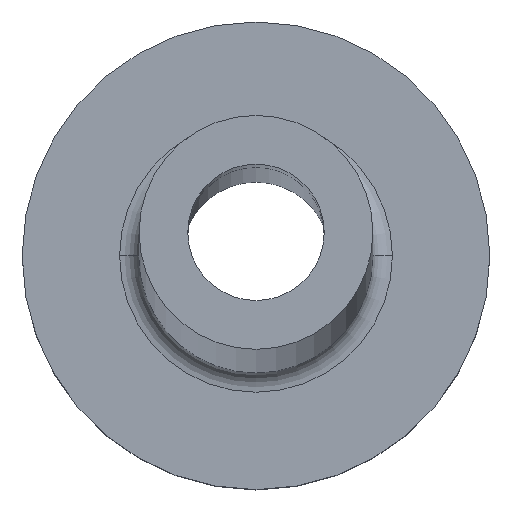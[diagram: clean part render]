
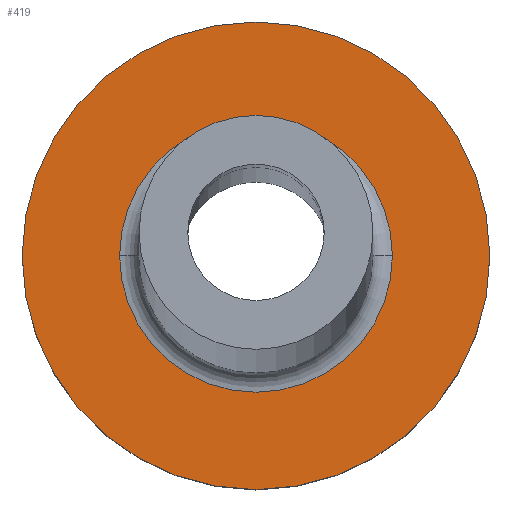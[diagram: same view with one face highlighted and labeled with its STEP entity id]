
A CAD part, top view. The second image highlights one B-rep face of the part: STEP entity #419.
In plain terms, the highlighted planar face has unit normal (0, 0, 1).
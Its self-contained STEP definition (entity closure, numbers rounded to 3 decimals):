
#5 = CARTESIAN_POINT ( 'NONE',  ( -3.5, 0., 5. ) ) ;
#11 = ORIENTED_EDGE ( 'NONE', *, *, #39, .T. ) ;
#14 = DIRECTION ( 'NONE',  ( 0., 0., 1. ) ) ;
#20 = DIRECTION ( 'NONE',  ( 0., 0., 1. ) ) ;
#39 = EDGE_CURVE ( 'NONE', #296, #165, #413, .T. ) ;
#40 = CARTESIAN_POINT ( 'NONE',  ( 0., 0., 5. ) ) ;
#44 = DIRECTION ( 'NONE',  ( 1., 0., 0. ) ) ;
#63 = FACE_OUTER_BOUND ( 'NONE', #453, .T. ) ;
#83 = CIRCLE ( 'NONE', #164, 3.5 ) ;
#85 = CARTESIAN_POINT ( 'NONE',  ( 3.5, 0., 5. ) ) ;
#96 = EDGE_LOOP ( 'NONE', ( #192, #257 ) ) ;
#105 = VERTEX_POINT ( 'NONE', #5 ) ;
#114 = DIRECTION ( 'NONE',  ( 1., 0., 0. ) ) ;
#118 = CARTESIAN_POINT ( 'NONE',  ( 0., 0., 5. ) ) ;
#120 = DIRECTION ( 'NONE',  ( 1., 0., 0. ) ) ;
#141 = DIRECTION ( 'NONE',  ( 1., 0., 0. ) ) ;
#142 = EDGE_CURVE ( 'NONE', #105, #437, #83, .T. ) ;
#150 = DIRECTION ( 'NONE',  ( 1., 0., 0. ) ) ;
#160 = DIRECTION ( 'NONE',  ( 0., 0., -1. ) ) ;
#164 = AXIS2_PLACEMENT_3D ( 'NONE', #40, #356, #150 ) ;
#165 = VERTEX_POINT ( 'NONE', #181 ) ;
#173 = FACE_BOUND ( 'NONE', #96, .T. ) ;
#176 = CARTESIAN_POINT ( 'NONE',  ( 0., 0., 5. ) ) ;
#181 = CARTESIAN_POINT ( 'NONE',  ( 6., 0., 5. ) ) ;
#192 = ORIENTED_EDGE ( 'NONE', *, *, #439, .T. ) ;
#197 = AXIS2_PLACEMENT_3D ( 'NONE', #205, #20, #141 ) ;
#205 = CARTESIAN_POINT ( 'NONE',  ( 0., 0., 5. ) ) ;
#208 = PLANE ( 'NONE',  #258 ) ;
#242 = CIRCLE ( 'NONE', #345, 3.5 ) ;
#249 = DIRECTION ( 'NONE',  ( 0., 0., 1. ) ) ;
#254 = CARTESIAN_POINT ( 'NONE',  ( -6., 0., 5. ) ) ;
#257 = ORIENTED_EDGE ( 'NONE', *, *, #142, .T. ) ;
#258 = AXIS2_PLACEMENT_3D ( 'NONE', #176, #14, #120 ) ;
#261 = ORIENTED_EDGE ( 'NONE', *, *, #341, .T. ) ;
#275 = AXIS2_PLACEMENT_3D ( 'NONE', #447, #249, #114 ) ;
#296 = VERTEX_POINT ( 'NONE', #254 ) ;
#341 = EDGE_CURVE ( 'NONE', #165, #296, #392, .T. ) ;
#345 = AXIS2_PLACEMENT_3D ( 'NONE', #118, #160, #44 ) ;
#356 = DIRECTION ( 'NONE',  ( 0., 0., -1. ) ) ;
#392 = CIRCLE ( 'NONE', #275, 6. ) ;
#413 = CIRCLE ( 'NONE', #197, 6. ) ;
#419 = ADVANCED_FACE ( 'NONE', ( #173, #63 ), #208, .T. ) ;
#437 = VERTEX_POINT ( 'NONE', #85 ) ;
#439 = EDGE_CURVE ( 'NONE', #437, #105, #242, .T. ) ;
#447 = CARTESIAN_POINT ( 'NONE',  ( 0., 0., 5. ) ) ;
#453 = EDGE_LOOP ( 'NONE', ( #11, #261 ) ) ;
